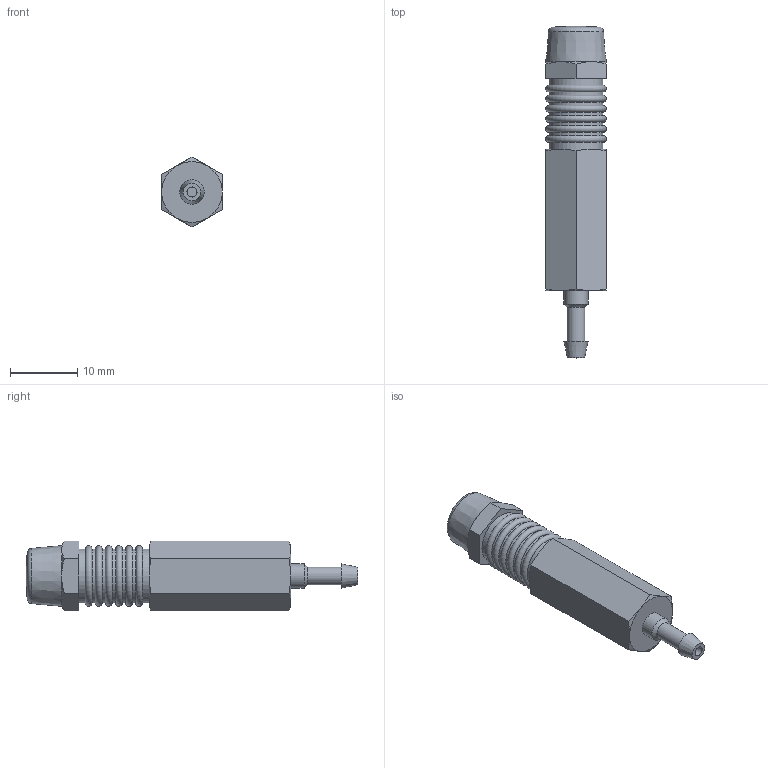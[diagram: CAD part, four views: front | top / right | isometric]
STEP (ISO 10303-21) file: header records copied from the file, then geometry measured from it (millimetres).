
FILE_DESCRIPTION(/* description */ ('STEP AP214'),/* implementation_level */ '2;1');
FILE_NAME(/* name */ '10091_OH-8-GE',/* time_stamp */ '2024-09-13T10:37:19+02:00',/* author */ ('License CC BY-ND 4.0'),/* organization */ ('CADENAS'),/* preprocessor_version */ 'ST-DEVELOPER v19.3',/* originating_system */ 'PARTsolutions',/* authorisation */ ' ');
FILE_SCHEMA (('AUTOMOTIVE_DESIGN {1 0 10303 214 3 1 1}'));
Length unit declared in the file: millimetre
Products named in the file (1): 10091 OH-8-GE
Bounding box: 9 x 49.3 x 10.39 mm (x, y, z)
Volume: 2584.6 mm3; surface area: 1535.6 mm2
Topology: 1 solids, 1 shells, 57 faces, 120 edges, 69 vertices
Faces by surface type: cone 21, plane 18, cylinder 10, torus 7, sphere 1
Full cylindrical faces by diameter (mm): 1.5 x1, 2.6 x1, 3.6 x1, 8 x7
Entity records: 1820 total; most frequent: CARTESIAN_POINT 328, DIRECTION 218, ORIENTED_EDGE 192, AXIS2_PLACEMENT_3D 100, EDGE_CURVE 96, EDGE_LOOP 82, FACE_BOUND 82, VERTEX_POINT 66
